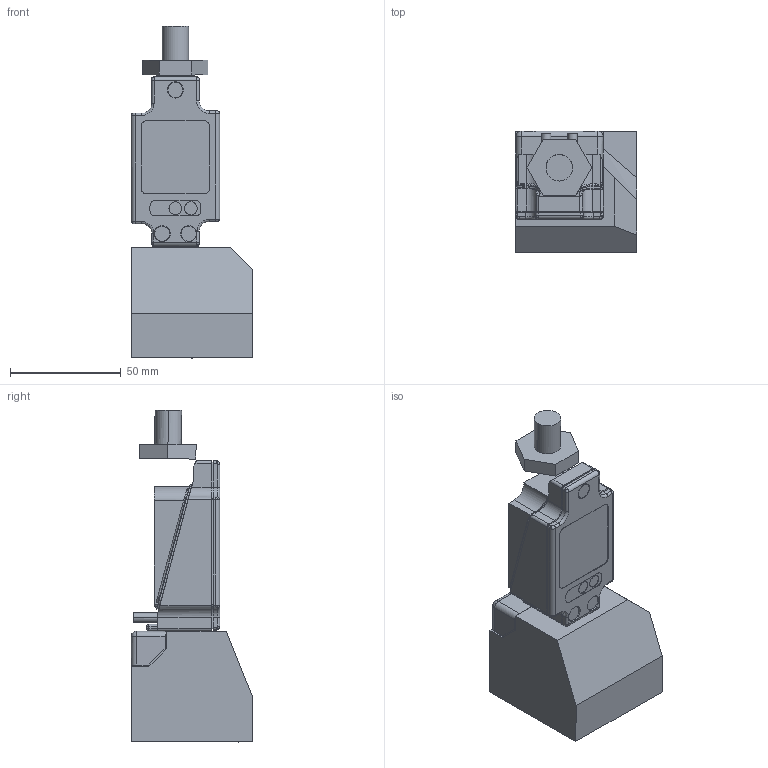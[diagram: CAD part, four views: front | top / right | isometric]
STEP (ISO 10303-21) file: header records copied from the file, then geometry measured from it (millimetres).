
FILE_DESCRIPTION((''),'2;1');
FILE_NAME('DM_CAD-3162_SW0001','2017-08-31T',('creinig-se'),(''),'PRO/ENGINEER BY PARAMETRIC TECHNOLOGY CORPORATION, 2015440','PRO/ENGINEER BY PARAMETRIC TECHNOLOGY CORPORATION, 2015440','');
FILE_SCHEMA(('CONFIG_CONTROL_DESIGN'));
Length unit declared in the file: millimetre
Products named in the file (1): DM_CAD-3162_SW0001
Bounding box: 55 x 55.01 x 150.11 mm (x, y, z)
Volume: 204725 mm3; surface area: 34845.1 mm2
Topology: 3 solids, 3 shells, 785 faces, 2068 edges, 1311 vertices
Faces by surface type: plane 349, cylinder 295, bspline 87, torus 35, cone 13, sphere 6
Entity records: 33579 total; most frequent: CARTESIAN_POINT 9201, ORIENTED_EDGE 4122, DIRECTION 3594, EDGE_CURVE 2061, VERTEX_POINT 1305, VECTOR 1198, LINE 1198, AXIS2_PLACEMENT_3D 1198
